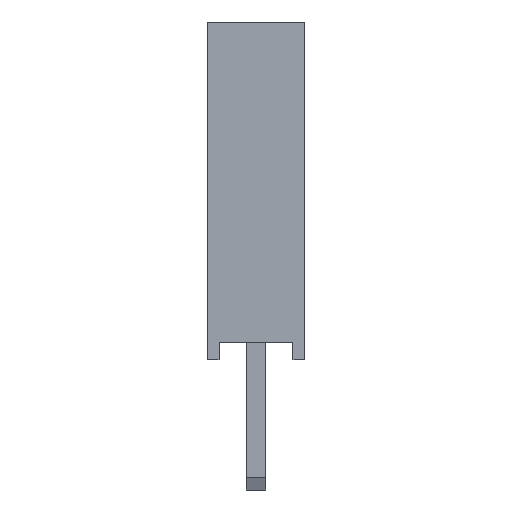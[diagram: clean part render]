
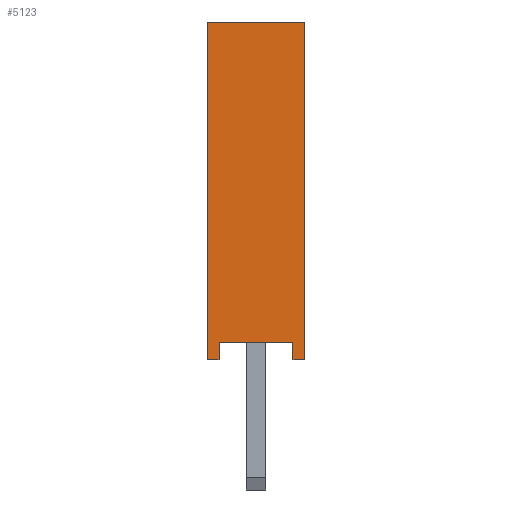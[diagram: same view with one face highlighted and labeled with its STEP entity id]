
A CAD part, left-side view. The second image highlights one B-rep face of the part: STEP entity #5123.
In plain terms, the highlighted planar face has unit normal (-1, 0, 0).
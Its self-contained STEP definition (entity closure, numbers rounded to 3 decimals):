
#161=FACE_OUTER_BOUND('',#447,.T.);
#447=EDGE_LOOP('',(#3447,#3448,#3449,#3450,#3451,#3452,#3453,#3454));
#790=LINE('',#7232,#1456);
#794=LINE('',#7241,#1460);
#798=LINE('',#7248,#1464);
#800=LINE('',#7254,#1466);
#807=LINE('',#7268,#1473);
#809=LINE('',#7272,#1475);
#811=LINE('',#7276,#1477);
#813=LINE('',#7279,#1479);
#1456=VECTOR('',#5885,10.);
#1460=VECTOR('',#5891,10.);
#1464=VECTOR('',#5897,10.);
#1466=VECTOR('',#5905,10.);
#1473=VECTOR('',#5916,10.);
#1475=VECTOR('',#5920,10.);
#1477=VECTOR('',#5924,10.);
#1479=VECTOR('',#5928,10.);
#2097=VERTEX_POINT('',#7230);
#2098=VERTEX_POINT('',#7231);
#2101=VERTEX_POINT('',#7239);
#2102=VERTEX_POINT('',#7240);
#2105=VERTEX_POINT('',#7253);
#2110=VERTEX_POINT('',#7267);
#2111=VERTEX_POINT('',#7271);
#2112=VERTEX_POINT('',#7275);
#2598=EDGE_CURVE('',#2097,#2098,#790,.T.);
#2602=EDGE_CURVE('',#2101,#2102,#794,.T.);
#2606=EDGE_CURVE('',#2098,#2101,#798,.T.);
#2608=EDGE_CURVE('',#2102,#2105,#800,.T.);
#2615=EDGE_CURVE('',#2110,#2097,#807,.T.);
#2617=EDGE_CURVE('',#2111,#2110,#809,.T.);
#2619=EDGE_CURVE('',#2112,#2111,#811,.T.);
#2621=EDGE_CURVE('',#2105,#2112,#813,.T.);
#3447=ORIENTED_EDGE('',*,*,#2615,.F.);
#3448=ORIENTED_EDGE('',*,*,#2617,.F.);
#3449=ORIENTED_EDGE('',*,*,#2619,.F.);
#3450=ORIENTED_EDGE('',*,*,#2621,.F.);
#3451=ORIENTED_EDGE('',*,*,#2608,.F.);
#3452=ORIENTED_EDGE('',*,*,#2602,.F.);
#3453=ORIENTED_EDGE('',*,*,#2606,.F.);
#3454=ORIENTED_EDGE('',*,*,#2598,.F.);
#4687=PLANE('',#5432);
#5123=ADVANCED_FACE('',(#161),#4687,.F.);
#5432=AXIS2_PLACEMENT_3D('',#7280,#5929,#5930);
#5885=DIRECTION('',(0.,0.,1.));
#5891=DIRECTION('',(0.,0.,-1.));
#5897=DIRECTION('',(0.,-1.,0.));
#5905=DIRECTION('',(0.,1.,0.));
#5916=DIRECTION('',(0.,1.,0.));
#5920=DIRECTION('',(0.,0.,-1.));
#5924=DIRECTION('',(0.,1.,0.));
#5928=DIRECTION('',(0.,0.,1.));
#5929=DIRECTION('center_axis',(1.,0.,0.));
#5930=DIRECTION('ref_axis',(0.,0.,-1.));
#7230=CARTESIAN_POINT('',(-1.317,1.238,0.));
#7231=CARTESIAN_POINT('',(-1.317,1.238,8.575));
#7232=CARTESIAN_POINT('',(-1.317,1.238,2.144));
#7239=CARTESIAN_POINT('',(-1.317,-1.238,8.575));
#7240=CARTESIAN_POINT('',(-1.317,-1.238,0.));
#7241=CARTESIAN_POINT('',(-1.317,-1.238,2.144));
#7248=CARTESIAN_POINT('',(-1.317,-1.238,8.575));
#7253=CARTESIAN_POINT('',(-1.317,-0.938,0.));
#7254=CARTESIAN_POINT('',(-1.317,-1.238,0.));
#7267=CARTESIAN_POINT('',(-1.317,0.938,0.));
#7268=CARTESIAN_POINT('',(-1.317,-1.238,0.));
#7271=CARTESIAN_POINT('',(-1.317,0.938,0.448));
#7272=CARTESIAN_POINT('',(-1.317,0.938,0.));
#7275=CARTESIAN_POINT('',(-1.317,-0.938,0.448));
#7276=CARTESIAN_POINT('',(-1.317,-0.15,0.448));
#7279=CARTESIAN_POINT('',(-1.317,-0.938,0.224));
#7280=CARTESIAN_POINT('Origin',(-1.317,-1.238,0.));
